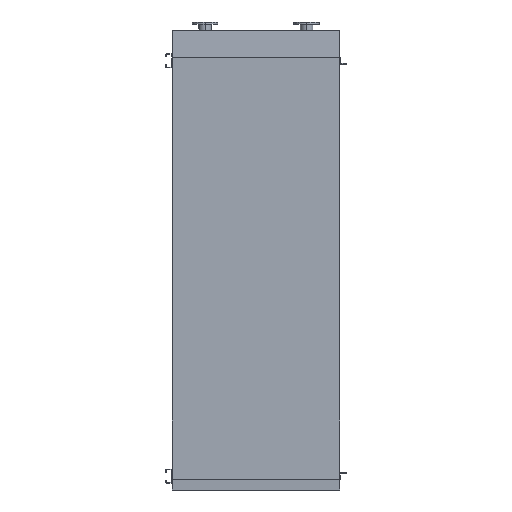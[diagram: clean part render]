
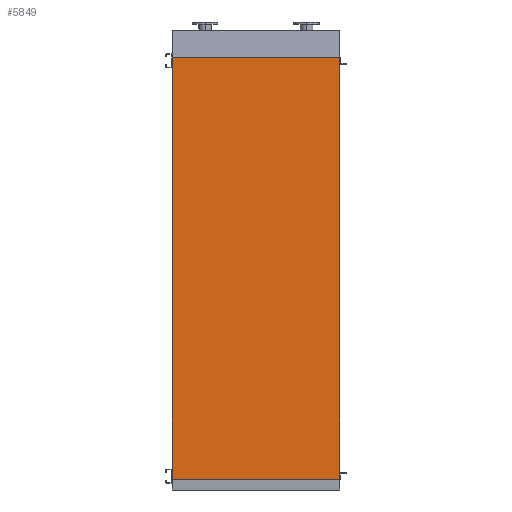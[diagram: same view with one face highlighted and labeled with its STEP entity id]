
A CAD part, front view. The second image highlights one B-rep face of the part: STEP entity #5849.
In plain terms, the highlighted planar face has unit normal (0, -1, 0).
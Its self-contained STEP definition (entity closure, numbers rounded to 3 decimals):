
#329 = EDGE_CURVE ( 'NONE', #1507, #5729, #354, .T. ) ;
#354 = LINE ( 'NONE', #9351, #10791 ) ;
#567 = AXIS2_PLACEMENT_3D ( 'NONE', #9658, #6904, #7862 ) ;
#1489 = VERTEX_POINT ( 'NONE', #11029 ) ;
#1507 = VERTEX_POINT ( 'NONE', #7556 ) ;
#2285 = DIRECTION ( 'NONE',  ( 0., 0., 1. ) ) ;
#2855 = CARTESIAN_POINT ( 'NONE',  ( -725., 0., -3650. ) ) ;
#3423 = EDGE_CURVE ( 'NONE', #1489, #1507, #11015, .T. ) ;
#3899 = DIRECTION ( 'NONE',  ( 1., 0., 0. ) ) ;
#3936 = DIRECTION ( 'NONE',  ( 0., 0., 1. ) ) ;
#4247 = FACE_OUTER_BOUND ( 'NONE', #8595, .T. ) ;
#5661 = VECTOR ( 'NONE', #5705, 1000. ) ;
#5705 = DIRECTION ( 'NONE',  ( 1., 0., 0. ) ) ;
#5729 = VERTEX_POINT ( 'NONE', #9427 ) ;
#5784 = CARTESIAN_POINT ( 'NONE',  ( -725., 0., 0. ) ) ;
#5849 = ADVANCED_FACE ( 'NONE', ( #4247 ), #9603, .T. ) ;
#5980 = CARTESIAN_POINT ( 'NONE',  ( -725., 0., 0. ) ) ;
#6794 = CARTESIAN_POINT ( 'NONE',  ( -725., 0., -3650. ) ) ;
#6904 = DIRECTION ( 'NONE',  ( 0., -1., 0. ) ) ;
#7556 = CARTESIAN_POINT ( 'NONE',  ( 725., 0., -3650. ) ) ;
#7733 = ORIENTED_EDGE ( 'NONE', *, *, #329, .T. ) ;
#7862 = DIRECTION ( 'NONE',  ( 0., 0., -1. ) ) ;
#8248 = ORIENTED_EDGE ( 'NONE', *, *, #10778, .F. ) ;
#8595 = EDGE_LOOP ( 'NONE', ( #9605, #8248, #10675, #7733 ) ) ;
#8637 = LINE ( 'NONE', #5784, #9938 ) ;
#8642 = LINE ( 'NONE', #6794, #8810 ) ;
#8810 = VECTOR ( 'NONE', #2285, 1000. ) ;
#9033 = EDGE_CURVE ( 'NONE', #9432, #5729, #8637, .T. ) ;
#9351 = CARTESIAN_POINT ( 'NONE',  ( 725., 0., -3650. ) ) ;
#9427 = CARTESIAN_POINT ( 'NONE',  ( 725., 0., 0. ) ) ;
#9432 = VERTEX_POINT ( 'NONE', #5980 ) ;
#9603 = PLANE ( 'NONE',  #567 ) ;
#9605 = ORIENTED_EDGE ( 'NONE', *, *, #9033, .F. ) ;
#9658 = CARTESIAN_POINT ( 'NONE',  ( -725., 0., -3650. ) ) ;
#9938 = VECTOR ( 'NONE', #3899, 1000. ) ;
#10675 = ORIENTED_EDGE ( 'NONE', *, *, #3423, .T. ) ;
#10778 = EDGE_CURVE ( 'NONE', #1489, #9432, #8642, .T. ) ;
#10791 = VECTOR ( 'NONE', #3936, 1000. ) ;
#11015 = LINE ( 'NONE', #2855, #5661 ) ;
#11029 = CARTESIAN_POINT ( 'NONE',  ( -725., 0., -3650. ) ) ;
